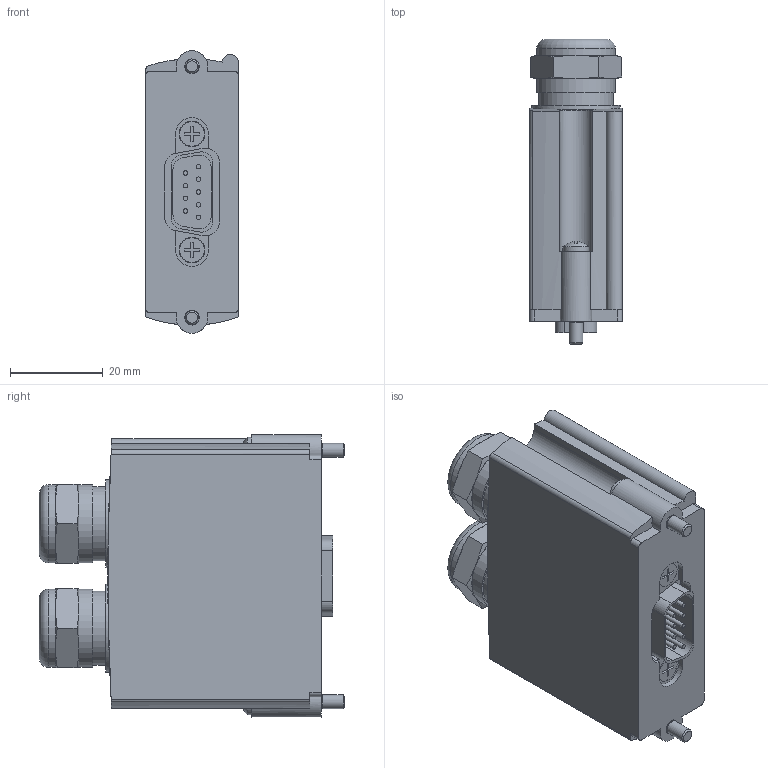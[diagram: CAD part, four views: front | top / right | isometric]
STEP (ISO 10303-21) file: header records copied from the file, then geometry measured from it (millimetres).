
FILE_DESCRIPTION(/* description */ ('STEP AP214'),/* implementation_level */ '2;1');
FILE_NAME(/* name */ '532220_FBS-SUB-9-GS-2X4POL-B',/* time_stamp */ '2024-08-28T12:49:13+02:00',/* author */ ('License CC BY-ND 4.0'),/* organization */ ('CADENAS'),/* preprocessor_version */ 'ST-DEVELOPER v19.3',/* originating_system */ 'PARTsolutions',/* authorisation */ ' ');
FILE_SCHEMA (('AUTOMOTIVE_DESIGN {1 0 10303 214 3 1 1}'));
Length unit declared in the file: millimetre
Products named in the file (1): 532220 FBS-SUB-9-GS-2x4POL-B---(1)
Bounding box: 20 x 65.75 x 60.9 mm (x, y, z)
Volume: 55369 mm3; surface area: 13544.3 mm2
Topology: 1 solids, 1 shells, 234 faces, 553 edges, 358 vertices
Faces by surface type: plane 136, cylinder 62, cone 32, torus 4
Full cylindrical faces by diameter (mm): 1 x9, 2.6 x2, 3 x2, 3.2 x2, 5 x2, 5.6 x2, 16 x2, 16.9 x4, 19 x2
Entity records: 8269 total; most frequent: CARTESIAN_POINT 1410, DIRECTION 1052, ORIENTED_EDGE 1020, EDGE_CURVE 510, AXIS2_PLACEMENT_3D 393, VERTEX_POINT 354, EDGE_LOOP 310, FACE_BOUND 310
